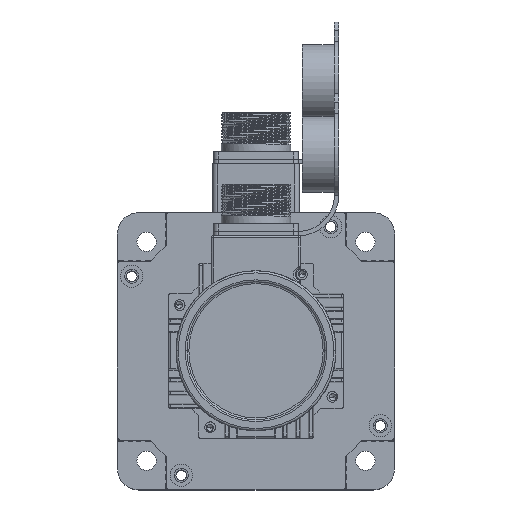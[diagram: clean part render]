
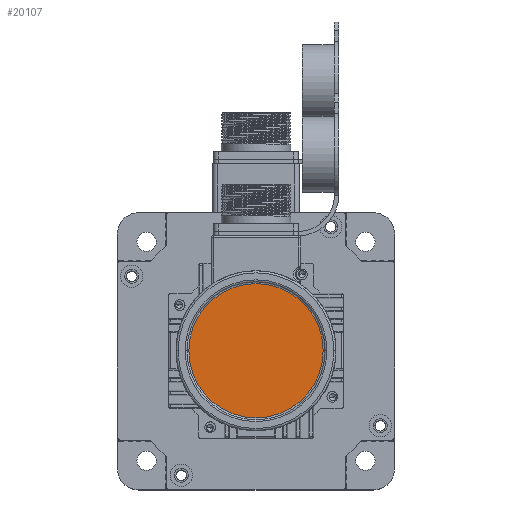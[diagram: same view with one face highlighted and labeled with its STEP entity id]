
A CAD part, top view. The second image highlights one B-rep face of the part: STEP entity #20107.
In plain terms, the highlighted face is planar.
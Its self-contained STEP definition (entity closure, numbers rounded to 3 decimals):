
#2763 = CARTESIAN_POINT ( 'NONE',  ( -31.5, 0., -41.5 ) ) ;
#5416 = DIRECTION ( 'NONE',  ( 0., 0., -1. ) ) ;
#5844 = CARTESIAN_POINT ( 'NONE',  ( 0., 0., -41.5 ) ) ;
#7674 = CIRCLE ( 'NONE', #37141, 31.5 ) ;
#8500 = EDGE_CURVE ( 'NONE', #9970, #13784, #44036, .T. ) ;
#9139 = DIRECTION ( 'NONE',  ( 0., 0., -1. ) ) ;
#9313 = DIRECTION ( 'NONE',  ( -1., 0., 0. ) ) ;
#9970 = VERTEX_POINT ( 'NONE', #40752 ) ;
#9981 = AXIS2_PLACEMENT_3D ( 'NONE', #36419, #5416, #29559 ) ;
#11915 = AXIS2_PLACEMENT_3D ( 'NONE', #29828, #9139, #33320 ) ;
#13784 = VERTEX_POINT ( 'NONE', #2763 ) ;
#15827 = EDGE_CURVE ( 'NONE', #13784, #9970, #7674, .T. ) ;
#20107 = ADVANCED_FACE ( 'NONE', ( #32776 ), #25931, .T. ) ;
#25931 = PLANE ( 'NONE',  #9981 ) ;
#28221 = EDGE_LOOP ( 'NONE', ( #44071, #36720 ) ) ;
#29559 = DIRECTION ( 'NONE',  ( -1., 0., 0. ) ) ;
#29828 = CARTESIAN_POINT ( 'NONE',  ( 0., 0., -41.5 ) ) ;
#29981 = DIRECTION ( 'NONE',  ( 0., 0., -1. ) ) ;
#32776 = FACE_OUTER_BOUND ( 'NONE', #28221, .T. ) ;
#33320 = DIRECTION ( 'NONE',  ( -1., 0., 0. ) ) ;
#36419 = CARTESIAN_POINT ( 'NONE',  ( 0., 0., -41.5 ) ) ;
#36720 = ORIENTED_EDGE ( 'NONE', *, *, #8500, .T. ) ;
#37141 = AXIS2_PLACEMENT_3D ( 'NONE', #5844, #29981, #9313 ) ;
#40752 = CARTESIAN_POINT ( 'NONE',  ( 31.5, 0., -41.5 ) ) ;
#44036 = CIRCLE ( 'NONE', #11915, 31.5 ) ;
#44071 = ORIENTED_EDGE ( 'NONE', *, *, #15827, .T. ) ;
